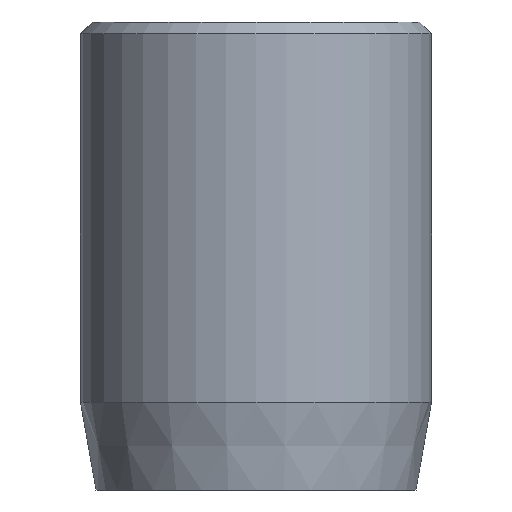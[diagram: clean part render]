
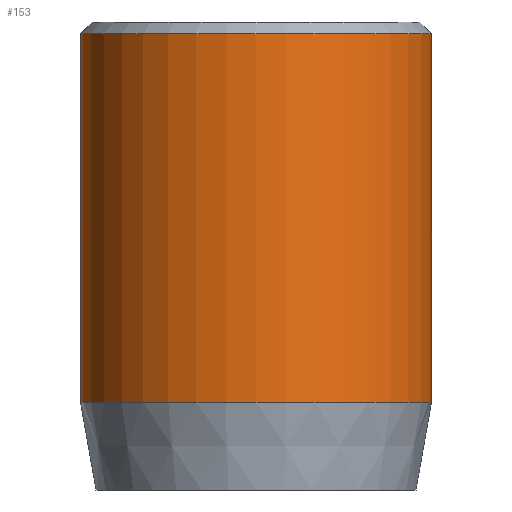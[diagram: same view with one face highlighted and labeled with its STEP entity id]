
A CAD part, front view. The second image highlights one B-rep face of the part: STEP entity #153.
In plain terms, the highlighted cylindrical face has radius 3 mm (diameter 6 mm), a partial arc.
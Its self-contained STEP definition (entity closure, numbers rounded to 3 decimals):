
#18 = DIRECTION ( 'NONE',  ( 0., 0., -1. ) ) ;
#34 = CYLINDRICAL_SURFACE ( 'NONE', #1015, 3. ) ;
#153 = ADVANCED_FACE ( 'NONE', ( #797 ), #34, .T. ) ;
#180 = ORIENTED_EDGE ( 'NONE', *, *, #1069, .F. ) ;
#200 = EDGE_CURVE ( 'NONE', #1044, #379, #333, .T. ) ;
#241 = VECTOR ( 'NONE', #18, 1000. ) ;
#268 = DIRECTION ( 'NONE',  ( 1., 0., 0. ) ) ;
#284 = DIRECTION ( 'NONE',  ( 0., 0., 1. ) ) ;
#305 = CARTESIAN_POINT ( 'NONE',  ( 0., 0., 1.5 ) ) ;
#313 = CIRCLE ( 'NONE', #1165, 3. ) ;
#333 = LINE ( 'NONE', #1027, #402 ) ;
#339 = CARTESIAN_POINT ( 'NONE',  ( 3., 0., 1.5 ) ) ;
#353 = DIRECTION ( 'NONE',  ( 0., 0., -1. ) ) ;
#379 = VERTEX_POINT ( 'NONE', #1016 ) ;
#384 = ORIENTED_EDGE ( 'NONE', *, *, #610, .T. ) ;
#400 = CIRCLE ( 'NONE', #437, 3. ) ;
#402 = VECTOR ( 'NONE', #353, 1000. ) ;
#437 = AXIS2_PLACEMENT_3D ( 'NONE', #305, #284, #268 ) ;
#503 = EDGE_LOOP ( 'NONE', ( #180, #384, #942, #1125 ) ) ;
#514 = LINE ( 'NONE', #625, #241 ) ;
#610 = EDGE_CURVE ( 'NONE', #624, #1044, #313, .T. ) ;
#624 = VERTEX_POINT ( 'NONE', #900 ) ;
#625 = CARTESIAN_POINT ( 'NONE',  ( 3., 0., 8. ) ) ;
#719 = EDGE_CURVE ( 'NONE', #379, #723, #400, .T. ) ;
#723 = VERTEX_POINT ( 'NONE', #339 ) ;
#797 = FACE_OUTER_BOUND ( 'NONE', #503, .T. ) ;
#862 = CARTESIAN_POINT ( 'NONE',  ( -3., 0., 7.8 ) ) ;
#900 = CARTESIAN_POINT ( 'NONE',  ( 3., 0., 7.8 ) ) ;
#942 = ORIENTED_EDGE ( 'NONE', *, *, #200, .T. ) ;
#976 = DIRECTION ( 'NONE',  ( 1., 0., 0. ) ) ;
#986 = DIRECTION ( 'NONE',  ( 0., 0., -1. ) ) ;
#989 = CARTESIAN_POINT ( 'NONE',  ( 0., 0., 7.8 ) ) ;
#1015 = AXIS2_PLACEMENT_3D ( 'NONE', #1151, #1157, #1138 ) ;
#1016 = CARTESIAN_POINT ( 'NONE',  ( -3., 0., 1.5 ) ) ;
#1027 = CARTESIAN_POINT ( 'NONE',  ( -3., 0., 8. ) ) ;
#1044 = VERTEX_POINT ( 'NONE', #862 ) ;
#1069 = EDGE_CURVE ( 'NONE', #624, #723, #514, .T. ) ;
#1125 = ORIENTED_EDGE ( 'NONE', *, *, #719, .T. ) ;
#1138 = DIRECTION ( 'NONE',  ( -1., 0., 0. ) ) ;
#1151 = CARTESIAN_POINT ( 'NONE',  ( 0., 0., 8. ) ) ;
#1157 = DIRECTION ( 'NONE',  ( 0., 0., -1. ) ) ;
#1165 = AXIS2_PLACEMENT_3D ( 'NONE', #989, #986, #976 ) ;
